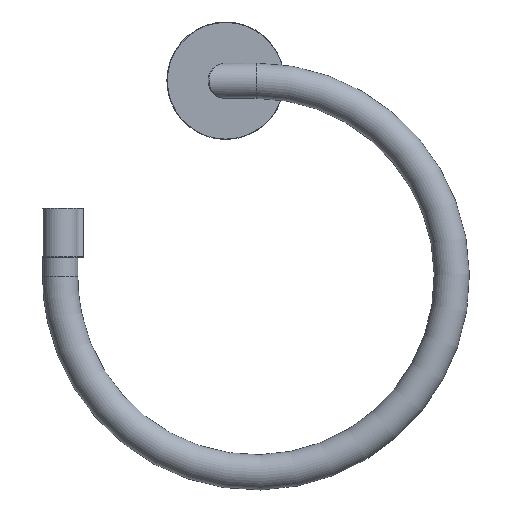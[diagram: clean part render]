
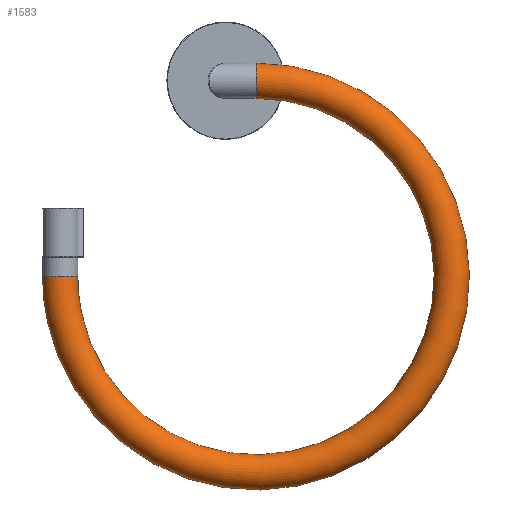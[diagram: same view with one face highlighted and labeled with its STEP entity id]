
A CAD part, front view. The second image highlights one B-rep face of the part: STEP entity #1583.
In plain terms, the highlighted toroidal (fillet/blend) face has major radius 100 mm and minor radius 9 mm.
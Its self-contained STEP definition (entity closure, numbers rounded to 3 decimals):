
#274=TOROIDAL_SURFACE('',#2158,100.,9.);
#464=ORIENTED_EDGE('',*,*,#816,.T.);
#465=ORIENTED_EDGE('',*,*,#817,.F.);
#816=EDGE_CURVE('',#1008,#1008,#1151,.T.);
#817=EDGE_CURVE('',#1009,#1009,#1152,.T.);
#1008=VERTEX_POINT('',#5590);
#1009=VERTEX_POINT('',#5593);
#1151=CIRCLE('',#2157,9.);
#1152=CIRCLE('',#2159,9.);
#1251=EDGE_LOOP('',(#464));
#1252=EDGE_LOOP('',(#465));
#1410=FACE_BOUND('',#1251,.T.);
#1411=FACE_BOUND('',#1252,.T.);
#1583=ADVANCED_FACE('',(#1410,#1411),#274,.T.);
#2157=AXIS2_PLACEMENT_3D('',#5589,#2462,#2463);
#2158=AXIS2_PLACEMENT_3D('',#5591,#2464,#2465);
#2159=AXIS2_PLACEMENT_3D('',#5592,#2466,#2467);
#2462=DIRECTION('',(1.,0.,0.));
#2463=DIRECTION('',(0.,1.,0.));
#2464=DIRECTION('',(0.,1.,0.));
#2465=DIRECTION('',(0.707,0.,-0.707));
#2466=DIRECTION('',(0.,0.,1.));
#2467=DIRECTION('',(0.,1.,0.));
#5589=CARTESIAN_POINT('',(15.5,-65.,0.));
#5590=CARTESIAN_POINT('',(15.5,-56.,0.));
#5591=CARTESIAN_POINT('',(15.5,-65.,-100.));
#5592=CARTESIAN_POINT('',(-84.5,-65.,-100.));
#5593=CARTESIAN_POINT('',(-84.5,-56.,-100.));
